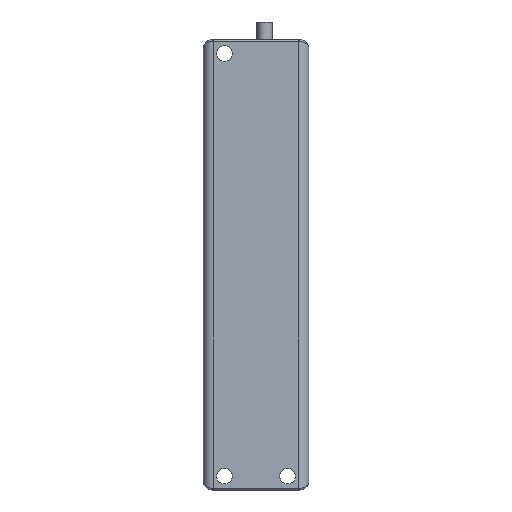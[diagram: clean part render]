
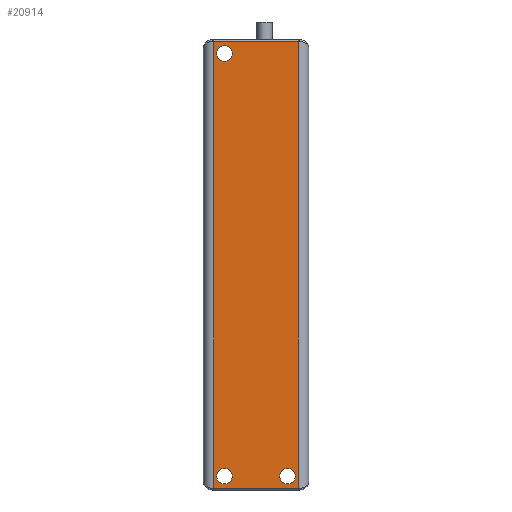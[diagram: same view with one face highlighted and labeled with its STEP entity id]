
A CAD part, front view. The second image highlights one B-rep face of the part: STEP entity #20914.
In plain terms, the highlighted planar face has unit normal (0, -1, 0).
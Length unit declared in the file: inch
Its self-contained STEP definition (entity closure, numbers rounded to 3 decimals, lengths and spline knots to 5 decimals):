
#6658=DIRECTION('',(0.,0.,1.));
#6659=VECTOR('',#6658,5.002);
#6660=CARTESIAN_POINT('',(1.07,0.,-0.501));
#6661=LINE('',#6660,#6659);
#6692=DIRECTION('',(1.,0.,0.));
#6693=VECTOR('',#6692,0.96);
#6694=CARTESIAN_POINT('',(0.11,0.,4.501));
#6695=LINE('',#6694,#6693);
#6696=CARTESIAN_POINT('',(0.236,0.,4.366));
#6697=DIRECTION('',(0.,-1.,0.));
#6698=DIRECTION('',(1.,0.,0.));
#6699=AXIS2_PLACEMENT_3D('',#6696,#6697,#6698);
#6701=CARTESIAN_POINT('',(0.236,0.,4.366));
#6702=DIRECTION('',(0.,-1.,0.));
#6703=DIRECTION('',(-1.,0.,0.));
#6704=AXIS2_PLACEMENT_3D('',#6701,#6702,#6703);
#6706=CARTESIAN_POINT('',(0.236,0.,-0.366));
#6707=DIRECTION('',(0.,-1.,0.));
#6708=DIRECTION('',(-1.,0.,0.));
#6709=AXIS2_PLACEMENT_3D('',#6706,#6707,#6708);
#6711=CARTESIAN_POINT('',(0.236,0.,-0.366));
#6712=DIRECTION('',(0.,-1.,0.));
#6713=DIRECTION('',(1.,0.,0.));
#6714=AXIS2_PLACEMENT_3D('',#6711,#6712,#6713);
#6716=CARTESIAN_POINT('',(0.944,0.,-0.366));
#6717=DIRECTION('',(0.,-1.,0.));
#6718=DIRECTION('',(-1.,0.,0.));
#6719=AXIS2_PLACEMENT_3D('',#6716,#6717,#6718);
#6721=CARTESIAN_POINT('',(0.944,0.,-0.366));
#6722=DIRECTION('',(0.,-1.,0.));
#6723=DIRECTION('',(1.,0.,0.));
#6724=AXIS2_PLACEMENT_3D('',#6721,#6722,#6723);
#6756=DIRECTION('',(0.,0.,-1.));
#6757=VECTOR('',#6756,5.002);
#6758=CARTESIAN_POINT('',(0.11,0.,4.501));
#6759=LINE('',#6758,#6757);
#9758=DIRECTION('',(1.,0.,0.));
#9759=VECTOR('',#9758,0.96);
#9760=CARTESIAN_POINT('',(0.11,0.,-0.501));
#9761=LINE('',#9760,#9759);
#11669=CARTESIAN_POINT('',(0.8565,0.,-0.366));
#11670=CARTESIAN_POINT('',(1.0315,0.,-0.366));
#11671=VERTEX_POINT('',#11669);
#11672=VERTEX_POINT('',#11670);
#11733=CARTESIAN_POINT('',(0.1485,0.,-0.366));
#11734=CARTESIAN_POINT('',(0.3235,0.,-0.366));
#11735=VERTEX_POINT('',#11733);
#11736=VERTEX_POINT('',#11734);
#11744=CARTESIAN_POINT('',(1.07,0.,-0.501));
#11745=VERTEX_POINT('',#11744);
#11748=CARTESIAN_POINT('',(0.11,0.,-0.501));
#11749=VERTEX_POINT('',#11748);
#12316=CARTESIAN_POINT('',(0.3235,0.,4.366));
#12317=CARTESIAN_POINT('',(0.1485,0.,4.366));
#12318=VERTEX_POINT('',#12316);
#12319=VERTEX_POINT('',#12317);
#12389=CARTESIAN_POINT('',(1.07,0.,4.501));
#12390=VERTEX_POINT('',#12389);
#12393=CARTESIAN_POINT('',(0.11,0.,4.501));
#12394=VERTEX_POINT('',#12393);
#20882=CARTESIAN_POINT('',(0.,0.,0.));
#20883=DIRECTION('',(0.,-1.,0.));
#20884=DIRECTION('',(1.,0.,0.));
#20885=AXIS2_PLACEMENT_3D('',#20882,#20883,#20884);
#20886=PLANE('',#20885);
#20888=ORIENTED_EDGE('',*,*,#20887,.F.);
#20890=ORIENTED_EDGE('',*,*,#20889,.T.);
#20891=ORIENTED_EDGE('',*,*,#20868,.F.);
#20893=ORIENTED_EDGE('',*,*,#20892,.F.);
#20894=EDGE_LOOP('',(#20888,#20890,#20891,#20893));
#20895=FACE_OUTER_BOUND('',#20894,.F.);
#20897=ORIENTED_EDGE('',*,*,#20896,.T.);
#20899=ORIENTED_EDGE('',*,*,#20898,.T.);
#20900=EDGE_LOOP('',(#20897,#20899));
#20901=FACE_BOUND('',#20900,.F.);
#20903=ORIENTED_EDGE('',*,*,#20902,.T.);
#20905=ORIENTED_EDGE('',*,*,#20904,.T.);
#20906=EDGE_LOOP('',(#20903,#20905));
#20907=FACE_BOUND('',#20906,.F.);
#20909=ORIENTED_EDGE('',*,*,#20908,.T.);
#20911=ORIENTED_EDGE('',*,*,#20910,.T.);
#20912=EDGE_LOOP('',(#20909,#20911));
#20913=FACE_BOUND('',#20912,.F.);
#20914=ADVANCED_FACE('',(#20895,#20901,#20907,#20913),#20886,.T.);
#6700=CIRCLE('',#6699,0.0875);
#6705=CIRCLE('',#6704,0.0875);
#6710=CIRCLE('',#6709,0.0875);
#6715=CIRCLE('',#6714,0.0875);
#6720=CIRCLE('',#6719,0.0875);
#6725=CIRCLE('',#6724,0.0875);
#20868=EDGE_CURVE('',#11745,#12390,#6661,.T.);
#20887=EDGE_CURVE('',#12394,#11749,#6759,.T.);
#20889=EDGE_CURVE('',#12394,#12390,#6695,.T.);
#20892=EDGE_CURVE('',#11749,#11745,#9761,.T.);
#20896=EDGE_CURVE('',#12318,#12319,#6700,.T.);
#20898=EDGE_CURVE('',#12319,#12318,#6705,.T.);
#20902=EDGE_CURVE('',#11735,#11736,#6710,.T.);
#20904=EDGE_CURVE('',#11736,#11735,#6715,.T.);
#20908=EDGE_CURVE('',#11671,#11672,#6720,.T.);
#20910=EDGE_CURVE('',#11672,#11671,#6725,.T.);
